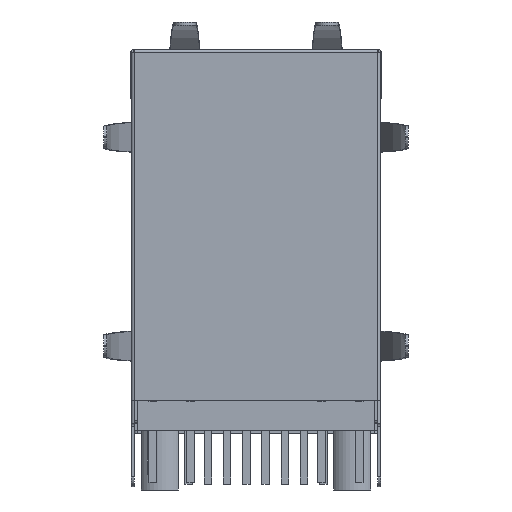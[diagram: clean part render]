
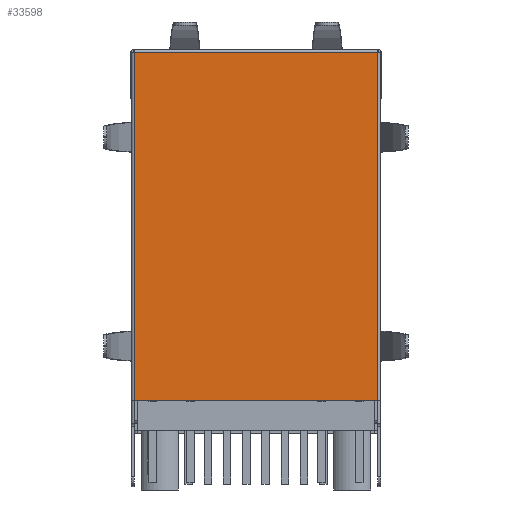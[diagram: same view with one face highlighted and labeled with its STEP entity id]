
A CAD part, left-side view. The second image highlights one B-rep face of the part: STEP entity #33598.
In plain terms, the highlighted face is planar.
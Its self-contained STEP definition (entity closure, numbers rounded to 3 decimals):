
#10059=ORIENTED_EDGE('',*,*,#15693,.T.);
#10060=ORIENTED_EDGE('',*,*,#15649,.T.);
#10061=ORIENTED_EDGE('',*,*,#15691,.T.);
#10062=ORIENTED_EDGE('',*,*,#15256,.T.);
#15256=EDGE_CURVE('',#18707,#18709,#22482,.T.);
#15649=EDGE_CURVE('',#18896,#18898,#22782,.T.);
#15691=EDGE_CURVE('',#18898,#18707,#22816,.T.);
#15693=EDGE_CURVE('',#18709,#18896,#22817,.T.);
#18707=VERTEX_POINT('',#55833);
#18709=VERTEX_POINT('',#55837);
#18896=VERTEX_POINT('',#57109);
#18898=VERTEX_POINT('',#57113);
#22482=LINE('',#55838,#26451);
#22782=LINE('',#57114,#26751);
#22816=LINE('',#57190,#26785);
#22817=LINE('',#57193,#26786);
#26451=VECTOR('',#43902,1000.);
#26751=VECTOR('',#44672,1000.);
#26785=VECTOR('',#44746,1000.);
#26786=VECTOR('',#44751,1000.);
#28628=EDGE_LOOP('',(#10059,#10060,#10061,#10062));
#30467=FACE_BOUND('',#28628,.T.);
#31866=PLANE('',#36272);
#33598=ADVANCED_FACE('',(#30467),#31866,.T.);
#36272=AXIS2_PLACEMENT_3D('',#57196,#44755,#44756);
#43902=DIRECTION('',(0.,1.,0.));
#44672=DIRECTION('',(0.,-1.,0.));
#44746=DIRECTION('',(1.,0.,0.));
#44751=DIRECTION('',(-1.,0.,0.));
#44755=DIRECTION('',(0.,0.,1.));
#44756=DIRECTION('',(0.,-1.,0.));
#55833=CARTESIAN_POINT('',(8.04,-12.495,14.195));
#55837=CARTESIAN_POINT('',(8.04,10.495,14.195));
#55838=CARTESIAN_POINT('',(8.04,-12.555,14.195));
#57109=CARTESIAN_POINT('',(-8.04,10.495,14.195));
#57113=CARTESIAN_POINT('',(-8.04,-12.495,14.195));
#57114=CARTESIAN_POINT('',(-8.04,-12.555,14.195));
#57190=CARTESIAN_POINT('',(-8.04,-12.495,14.195));
#57193=CARTESIAN_POINT('',(8.04,10.495,14.195));
#57196=CARTESIAN_POINT('',(0.,0.,14.195));
